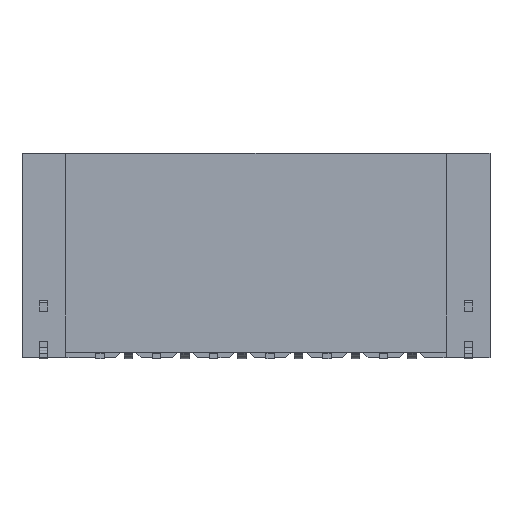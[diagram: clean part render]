
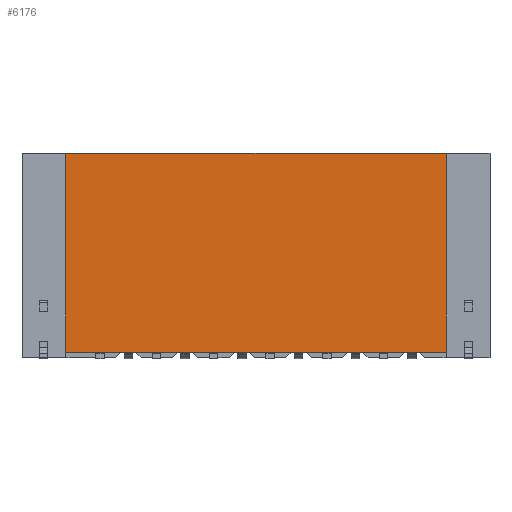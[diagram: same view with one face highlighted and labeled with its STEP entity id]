
A CAD part, front view. The second image highlights one B-rep face of the part: STEP entity #6176.
In plain terms, the highlighted planar face has unit normal (0, -1, 0).
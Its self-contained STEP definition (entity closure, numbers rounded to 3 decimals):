
#45 = DIRECTION ( 'NONE',  ( 0., 0., -1. ) ) ;
#277 = DIRECTION ( 'NONE',  ( -1., 0., 0. ) ) ;
#646 = PLANE ( 'NONE',  #1580 ) ;
#782 = DIRECTION ( 'NONE',  ( 0., 0., 1. ) ) ;
#1219 = LINE ( 'NONE', #8762, #9573 ) ;
#1580 = AXIS2_PLACEMENT_3D ( 'NONE', #10396, #10427, #3112 ) ;
#1795 = EDGE_CURVE ( 'NONE', #1931, #7879, #1219, .T. ) ;
#1931 = VERTEX_POINT ( 'NONE', #1968 ) ;
#1968 = CARTESIAN_POINT ( 'NONE',  ( -6.7, 0., -3.16 ) ) ;
#2335 = DIRECTION ( 'NONE',  ( -1., 0., 0. ) ) ;
#2434 = LINE ( 'NONE', #9671, #3443 ) ;
#2567 = LINE ( 'NONE', #10006, #4828 ) ;
#3112 = DIRECTION ( 'NONE',  ( 0., 0., 1. ) ) ;
#3123 = EDGE_CURVE ( 'NONE', #7125, #8861, #3398, .T. ) ;
#3398 = LINE ( 'NONE', #8028, #5271 ) ;
#3443 = VECTOR ( 'NONE', #2335, 1000. ) ;
#3554 = CARTESIAN_POINT ( 'NONE',  ( 6.7, 0., -3.16 ) ) ;
#4444 = ORIENTED_EDGE ( 'NONE', *, *, #3123, .F. ) ;
#4580 = ORIENTED_EDGE ( 'NONE', *, *, #8688, .T. ) ;
#4828 = VECTOR ( 'NONE', #277, 1000. ) ;
#5271 = VECTOR ( 'NONE', #45, 1000. ) ;
#6176 = ADVANCED_FACE ( 'NONE', ( #6395 ), #646, .F. ) ;
#6395 = FACE_OUTER_BOUND ( 'NONE', #6811, .T. ) ;
#6811 = EDGE_LOOP ( 'NONE', ( #4580, #8927, #7060, #4444 ) ) ;
#7060 = ORIENTED_EDGE ( 'NONE', *, *, #8895, .F. ) ;
#7125 = VERTEX_POINT ( 'NONE', #9866 ) ;
#7879 = VERTEX_POINT ( 'NONE', #9518 ) ;
#8028 = CARTESIAN_POINT ( 'NONE',  ( 6.7, 0., -3.35 ) ) ;
#8688 = EDGE_CURVE ( 'NONE', #7125, #7879, #2434, .T. ) ;
#8762 = CARTESIAN_POINT ( 'NONE',  ( -6.7, 0., -3.35 ) ) ;
#8861 = VERTEX_POINT ( 'NONE', #3554 ) ;
#8895 = EDGE_CURVE ( 'NONE', #8861, #1931, #2567, .T. ) ;
#8927 = ORIENTED_EDGE ( 'NONE', *, *, #1795, .F. ) ;
#9518 = CARTESIAN_POINT ( 'NONE',  ( -6.7, 0., 3.85 ) ) ;
#9573 = VECTOR ( 'NONE', #782, 1000. ) ;
#9671 = CARTESIAN_POINT ( 'NONE',  ( 8.25, 0., 3.85 ) ) ;
#9866 = CARTESIAN_POINT ( 'NONE',  ( 6.7, 0., 3.85 ) ) ;
#10006 = CARTESIAN_POINT ( 'NONE',  ( 6.7, 0., -3.16 ) ) ;
#10396 = CARTESIAN_POINT ( 'NONE',  ( -8.25, 0., 3.35 ) ) ;
#10427 = DIRECTION ( 'NONE',  ( 0., 1., 0. ) ) ;
